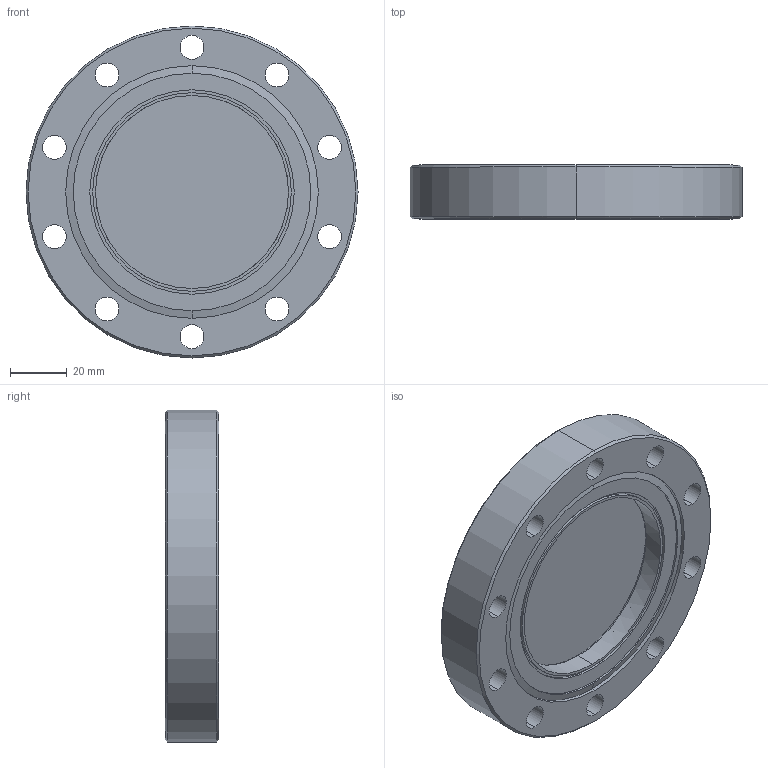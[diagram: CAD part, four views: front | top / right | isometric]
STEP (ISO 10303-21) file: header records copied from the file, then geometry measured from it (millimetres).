
FILE_DESCRIPTION (( 'STEP AP203' ), '1' );
FILE_NAME ('A0650-4-CF.STEP', '2012-11-14T18:32:32', ( '' ), ( '' ), 'SwSTEP 2.0', 'SolidWorks 2012', '' );
FILE_SCHEMA (( 'CONFIG_CONTROL_DESIGN' ));
Length unit declared in the file: inch
Products named in the file (1): A0650-4-CF
Bounding box: 117.47 x 19.05 x 117.47 mm (x, y, z)
Volume: 141877.6 mm3; surface area: 42263.6 mm2
Topology: 1 solids, 1 shells, 67 faces, 160 edges, 104 vertices
Faces by surface type: cylinder 42, plane 11, bspline 8, cone 6
Entity records: 2423 total; most frequent: CARTESIAN_POINT 696, DIRECTION 376, ORIENTED_EDGE 320, AXIS2_PLACEMENT_3D 164, EDGE_CURVE 160, CIRCLE 104, VERTEX_POINT 104, EDGE_LOOP 96
